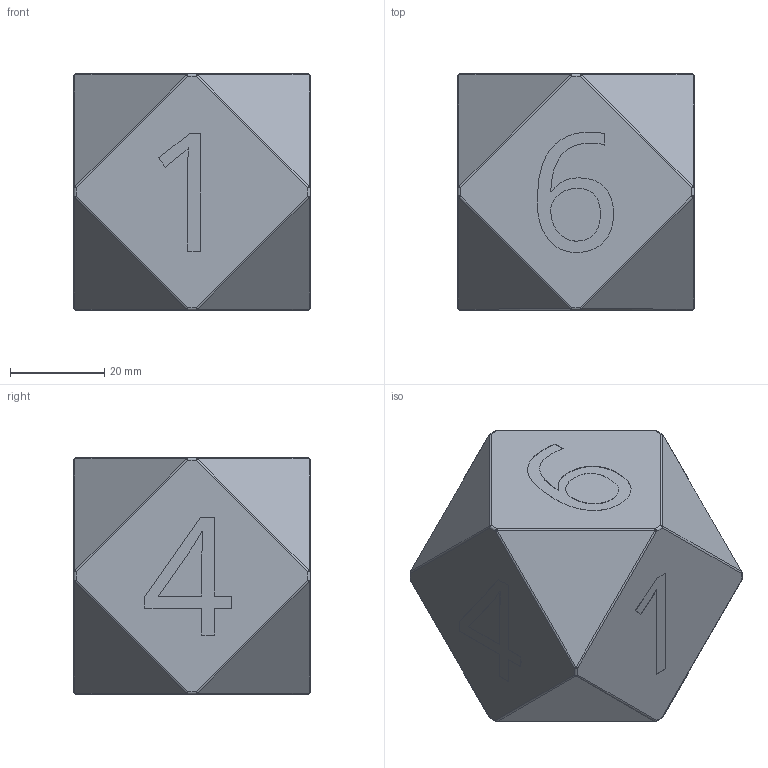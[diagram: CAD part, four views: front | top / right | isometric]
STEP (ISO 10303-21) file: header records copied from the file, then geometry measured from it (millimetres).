
FILE_DESCRIPTION(/* description */ ('STEP AP242','CAx-IF Rec.Pracs.---Representation and Presentation of Product Manufacturing Information (PMI)---4.0---2014-10-13','CAx-IF Rec.Pracs.---3D Tessellated Geometry---0.4---2014-09-14','2;1'),/* implementation_level */ '2;1');
FILE_NAME(/* name */ '6671b18f12f79b11230c1a05',/* time_stamp */ '2024-06-18T16:10:55Z',/* author */ (''),/* organization */ (''),/* preprocessor_version */ 'ST-DEVELOPER v20',/* originating_system */ ' ',/* authorisation */ ' ');
FILE_SCHEMA (('AP242_MANAGED_MODEL_BASED_3D_ENGINEERING_MIM_LF { 1 0 10303 442 1 1 4 }'));
Length unit declared in the file: metre
Products named in the file (1): Part 1
Bounding box: 50 x 50 x 50 mm (x, y, z)
Volume: 105898.5 mm3; surface area: 12046.2 mm2
Topology: 1 solids, 1 shells, 200 faces, 522 edges, 308 vertices
Faces by surface type: bspline 74, plane 66, cylinder 36, sphere 24
Entity records: 6641 total; most frequent: CARTESIAN_POINT 1821, ORIENTED_EDGE 996, DIRECTION 676, EDGE_CURVE 498, VERTEX_POINT 308, LINE 278, VECTOR 278, EDGE_LOOP 208
